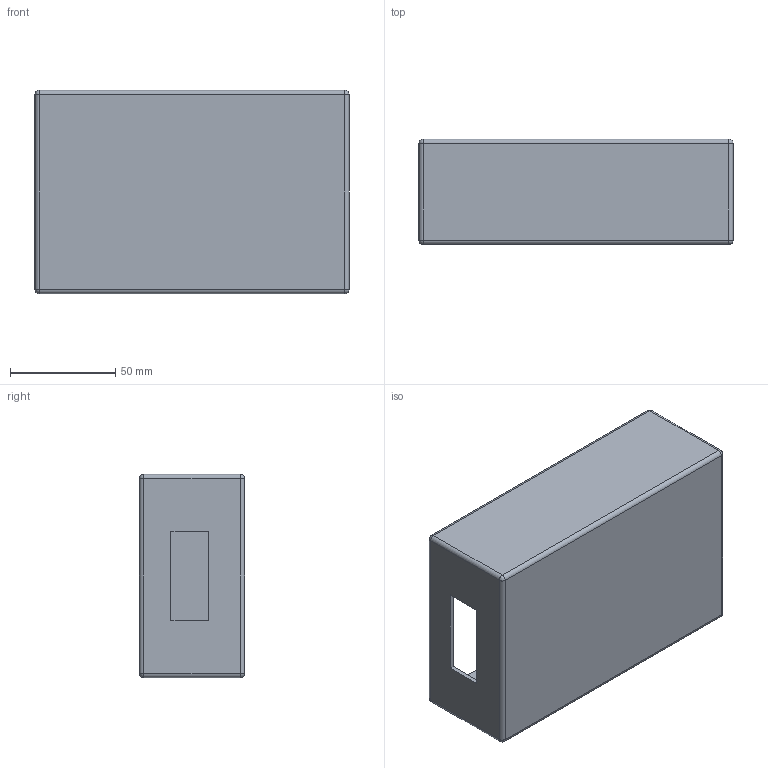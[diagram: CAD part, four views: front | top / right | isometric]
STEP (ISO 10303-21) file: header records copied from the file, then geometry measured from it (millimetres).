
FILE_DESCRIPTION (( 'STEP AP214' ), '1' );
FILE_NAME ('Black box.STEP', '2024-08-01T01:45:48', ( '' ), ( '' ), 'SwSTEP 2.0', 'SolidWorks 2022', '' );
FILE_SCHEMA (( 'AUTOMOTIVE_DESIGN' ));
Length unit declared in the file: millimetre
Products named in the file (1): Black box
Bounding box: 149 x 50 x 96.5 mm (x, y, z)
Volume: 76890.3 mm3; surface area: 78713.3 mm2
Topology: 1 solids, 1 shells, 58 faces, 124 edges, 68 vertices
Faces by surface type: cylinder 28, plane 22, sphere 8
Entity records: 1530 total; most frequent: DIRECTION 290, CARTESIAN_POINT 243, ORIENTED_EDGE 232, EDGE_CURVE 116, AXIS2_PLACEMENT_3D 115, VERTEX_POINT 68, EDGE_LOOP 68, VECTOR 60
